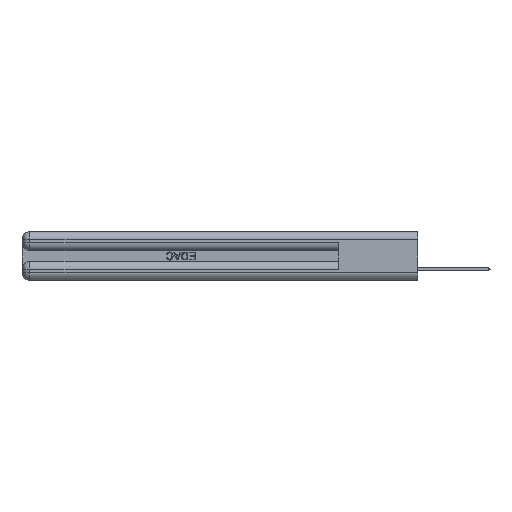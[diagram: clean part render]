
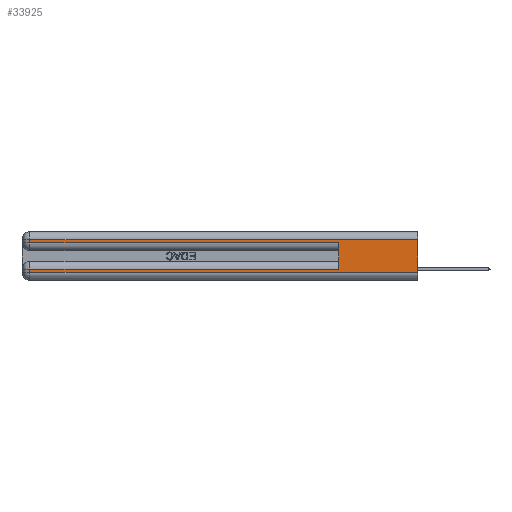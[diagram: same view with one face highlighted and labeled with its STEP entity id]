
A CAD part, left-side view. The second image highlights one B-rep face of the part: STEP entity #33925.
In plain terms, the highlighted planar face has unit normal (-1, 0, 0).
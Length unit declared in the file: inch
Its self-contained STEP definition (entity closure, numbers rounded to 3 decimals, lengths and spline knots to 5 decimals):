
#1269 = VERTEX_POINT ( 'NONE', #13226 ) ;
#5426 = LINE ( 'NONE', #11862, #21085 ) ;
#5525 = EDGE_CURVE ( 'NONE', #31384, #15771, #14259, .T. ) ;
#5615 = VERTEX_POINT ( 'NONE', #32263 ) ;
#5681 = DIRECTION ( 'NONE',  ( 1., 0., 0. ) ) ;
#5689 = LINE ( 'NONE', #11779, #41377 ) ;
#5991 = FACE_OUTER_BOUND ( 'NONE', #25709, .T. ) ;
#6501 = EDGE_CURVE ( 'NONE', #1269, #31384, #42260, .T. ) ;
#8190 = VECTOR ( 'NONE', #22103, 39.37008 ) ;
#10003 = VECTOR ( 'NONE', #13851, 39.37008 ) ;
#11677 = VERTEX_POINT ( 'NONE', #44409 ) ;
#11779 = CARTESIAN_POINT ( 'NONE',  ( 0., 0., 0.285 ) ) ;
#11862 = CARTESIAN_POINT ( 'NONE',  ( 0., 0.6, 0.145 ) ) ;
#12555 = VECTOR ( 'NONE', #32990, 39.37008 ) ;
#13226 = CARTESIAN_POINT ( 'NONE',  ( 0., 0.6, 0.085 ) ) ;
#13851 = DIRECTION ( 'NONE',  ( 0., 0., -1. ) ) ;
#14259 = LINE ( 'NONE', #34577, #10003 ) ;
#15219 = EDGE_CURVE ( 'NONE', #23771, #24460, #43824, .T. ) ;
#15380 = VECTOR ( 'NONE', #38190, 39.37008 ) ;
#15763 = DIRECTION ( 'NONE',  ( 0., 0., 1. ) ) ;
#15771 = VERTEX_POINT ( 'NONE', #19015 ) ;
#15920 = ORIENTED_EDGE ( 'NONE', *, *, #5525, .T. ) ;
#15985 = DIRECTION ( 'NONE',  ( 0., -1., 0. ) ) ;
#16690 = LINE ( 'NONE', #19616, #34017 ) ;
#16869 = EDGE_CURVE ( 'NONE', #23771, #11677, #16690, .T. ) ;
#17703 = CARTESIAN_POINT ( 'NONE',  ( 0., 2.94, 0.085 ) ) ;
#18369 = DIRECTION ( 'NONE',  ( 0., 1., 0. ) ) ;
#18424 = EDGE_CURVE ( 'NONE', #15771, #24460, #31983, .T. ) ;
#19015 = CARTESIAN_POINT ( 'NONE',  ( 0., 2.94, 0.06 ) ) ;
#19131 = EDGE_CURVE ( 'NONE', #1269, #5615, #5426, .T. ) ;
#19243 = PLANE ( 'NONE',  #35892 ) ;
#19462 = ORIENTED_EDGE ( 'NONE', *, *, #18424, .T. ) ;
#19616 = CARTESIAN_POINT ( 'NONE',  ( 0., 0., 0.31 ) ) ;
#21085 = VECTOR ( 'NONE', #15763, 39.37008 ) ;
#22103 = DIRECTION ( 'NONE',  ( 0., -1., 0. ) ) ;
#22291 = EDGE_CURVE ( 'NONE', #35120, #5615, #5689, .T. ) ;
#22295 = ORIENTED_EDGE ( 'NONE', *, *, #16869, .T. ) ;
#22929 = ORIENTED_EDGE ( 'NONE', *, *, #19131, .F. ) ;
#23401 = CARTESIAN_POINT ( 'NONE',  ( 0., 0., 0.37 ) ) ;
#23661 = CARTESIAN_POINT ( 'NONE',  ( 0., 0., 0.06 ) ) ;
#23771 = VERTEX_POINT ( 'NONE', #34976 ) ;
#24460 = VERTEX_POINT ( 'NONE', #23661 ) ;
#25709 = EDGE_LOOP ( 'NONE', ( #34979, #22295, #32337, #34870, #22929, #25804, #15920, #19462 ) ) ;
#25804 = ORIENTED_EDGE ( 'NONE', *, *, #6501, .T. ) ;
#26249 = CARTESIAN_POINT ( 'NONE',  ( 0., 0., 0.37 ) ) ;
#27067 = CARTESIAN_POINT ( 'NONE',  ( 0., 2.94, 0.285 ) ) ;
#27106 = DIRECTION ( 'NONE',  ( 0., 0., -1. ) ) ;
#28649 = CARTESIAN_POINT ( 'NONE',  ( 0., 0., 0.06 ) ) ;
#30001 = DIRECTION ( 'NONE',  ( 0., 0., -1. ) ) ;
#31384 = VERTEX_POINT ( 'NONE', #17703 ) ;
#31666 = CARTESIAN_POINT ( 'NONE',  ( 0., 2.94, 0.37 ) ) ;
#31983 = LINE ( 'NONE', #28649, #8190 ) ;
#32263 = CARTESIAN_POINT ( 'NONE',  ( 0., 0.6, 0.285 ) ) ;
#32337 = ORIENTED_EDGE ( 'NONE', *, *, #36713, .T. ) ;
#32965 = VECTOR ( 'NONE', #27106, 39.37008 ) ;
#32990 = DIRECTION ( 'NONE',  ( 0., 1., 0. ) ) ;
#33925 = ADVANCED_FACE ( 'NONE', ( #5991 ), #19243, .F. ) ;
#34017 = VECTOR ( 'NONE', #18369, 39.37008 ) ;
#34577 = CARTESIAN_POINT ( 'NONE',  ( 0., 2.94, 0.37 ) ) ;
#34870 = ORIENTED_EDGE ( 'NONE', *, *, #22291, .T. ) ;
#34976 = CARTESIAN_POINT ( 'NONE',  ( 0., 0., 0.31 ) ) ;
#34979 = ORIENTED_EDGE ( 'NONE', *, *, #15219, .F. ) ;
#35120 = VERTEX_POINT ( 'NONE', #27067 ) ;
#35892 = AXIS2_PLACEMENT_3D ( 'NONE', #26249, #5681, #30001 ) ;
#36331 = CARTESIAN_POINT ( 'NONE',  ( 0., 0., 0.085 ) ) ;
#36713 = EDGE_CURVE ( 'NONE', #11677, #35120, #37142, .T. ) ;
#37142 = LINE ( 'NONE', #31666, #15380 ) ;
#38190 = DIRECTION ( 'NONE',  ( 0., 0., -1. ) ) ;
#41377 = VECTOR ( 'NONE', #15985, 39.37008 ) ;
#42260 = LINE ( 'NONE', #36331, #12555 ) ;
#43824 = LINE ( 'NONE', #23401, #32965 ) ;
#44409 = CARTESIAN_POINT ( 'NONE',  ( 0., 2.94, 0.31 ) ) ;
